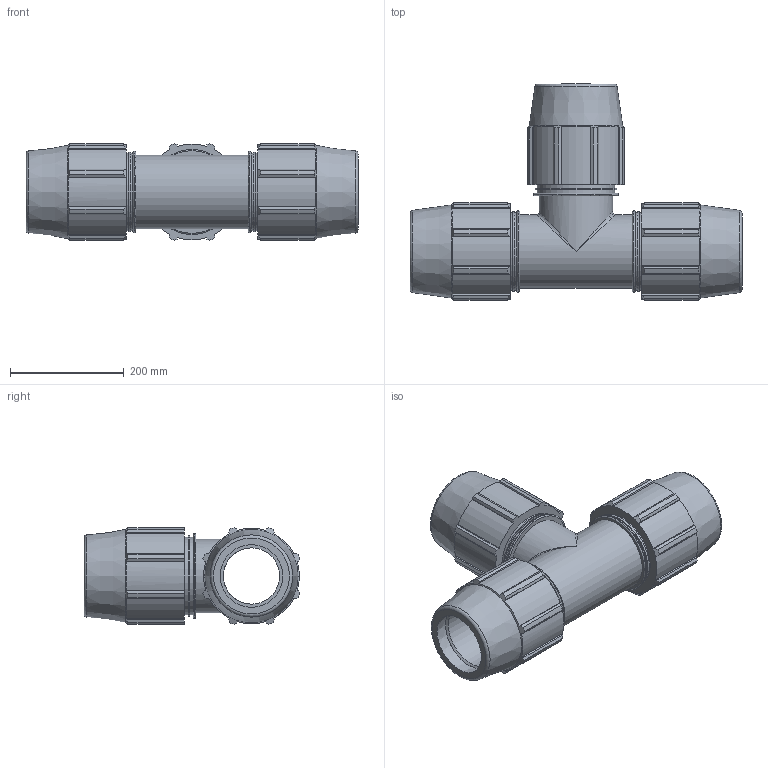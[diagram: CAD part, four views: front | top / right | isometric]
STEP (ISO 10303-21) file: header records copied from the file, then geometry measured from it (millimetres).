
FILE_DESCRIPTION(/* description */ ('PLASSON TEE 110-110-110'),/* implementation_level */ '2;1');
FILE_NAME(/* name */ '870400110_180400110_840406110.ipt.stp',/* time_stamp */ '2018-03-25T20:10:28+03:00',/* author */ ('KIM'),/* organization */ (''),/* preprocessor_version */ 'ST-DEVELOPER v15.6',/* originating_system */ 'Autodesk Inventor 2015',/* authorisation */ '');
FILE_SCHEMA (('AUTOMOTIVE_DESIGN { 1 0 10303 214 3 1 1 }'));
Length unit declared in the file: millimetre
Products named in the file (1): 870400110_180400110_840406110
Bounding box: 583 x 379.15 x 170.31 mm (x, y, z)
Volume: 7534423.4 mm3; surface area: 749081.6 mm2
Topology: 1 solids, 1 shells, 225 faces, 600 edges, 394 vertices
Faces by surface type: plane 120, cylinder 66, cone 28, torus 9, bspline 2
Full cylindrical faces by diameter (mm): 99 x2, 110 x3, 128.963 x2, 135.75 x6, 139.144 x2, 142.537 x3
Entity records: 6808 total; most frequent: CARTESIAN_POINT 1480, ORIENTED_EDGE 1090, DIRECTION 1090, EDGE_CURVE 545, AXIS2_PLACEMENT_3D 401, VERTEX_POINT 383, EDGE_LOOP 290, LINE 288
